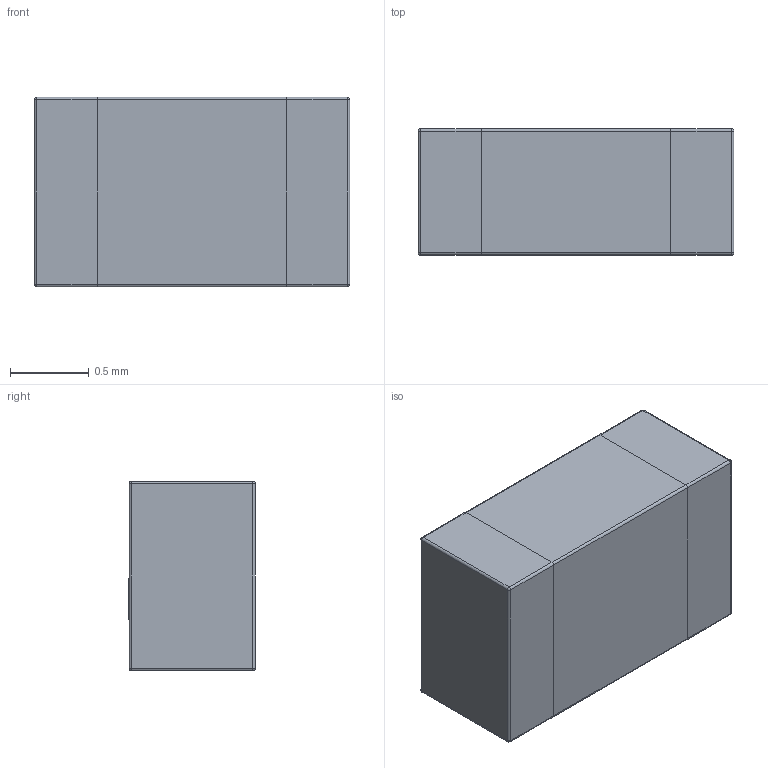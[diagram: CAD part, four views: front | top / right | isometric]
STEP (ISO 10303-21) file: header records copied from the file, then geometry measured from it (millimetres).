
FILE_DESCRIPTION (( 'STEP AP214' ), '1' );
FILE_NAME ('User Library-C0805-1.STEP', '2018-03-08T10:05:21', ( '' ), ( '' ), 'SwSTEP 2.0', 'SolidWorks 2018', '' );
FILE_SCHEMA (( 'AUTOMOTIVE_DESIGN' ));
Length unit declared in the file: millimetre
Products named in the file (1): User Library-C0805-1
Bounding box: 2 x 0.8 x 1.2 mm (x, y, z)
Volume: 1.9 mm3; surface area: 9.8 mm2
Topology: 1 solids, 1 shells, 102 faces, 244 edges, 144 vertices
Faces by surface type: bspline 45, plane 29, cylinder 20, sphere 8
Entity records: 6434 total; most frequent: CARTESIAN_POINT 3264, ORIENTED_EDGE 472, DIRECTION 294, EDGE_CURVE 236, VERTEX_POINT 144, VECTOR 114, LINE 114, EDGE_LOOP 110
